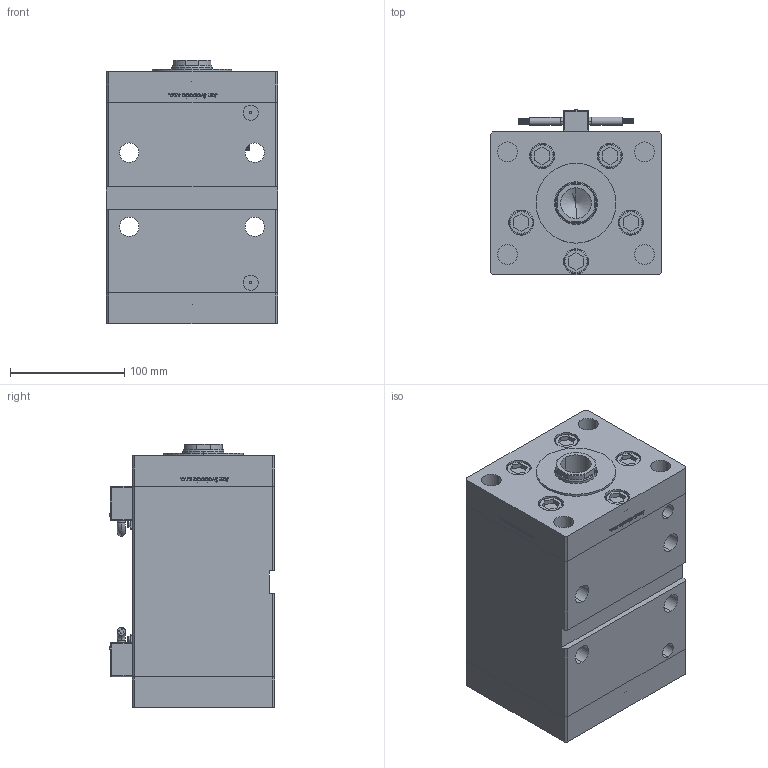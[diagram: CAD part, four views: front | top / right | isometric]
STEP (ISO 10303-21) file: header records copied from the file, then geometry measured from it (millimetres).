
FILE_DESCRIPTION (( 'STEP AP203' ), '1' );
FILE_NAME ('39de.STEP', '2020-10-09T00:52:40', ( '' ), ( '' ), 'SwSTEP 2.0', 'SolidWorks 2019', '' );
FILE_SCHEMA (( 'CONFIG_CONTROL_DESIGN' ));
Length unit declared in the file: millimetre
Products named in the file (7): ALLEN BOLT 7b4f91e190a70658d5074bbcc2fcb9c8; V220C_FRONT_E 7b4f91e190a70658d5074bbcc2fcb9c8; V220C_E MIDDLE 7b4f91e190a70658d5074bbcc2fcb9c8; V220C BACK_E 7b4f91e190a70658d5074bbcc2fcb9c8; 39de; Magnetic_Switch_MSU4 7b4f91e190a70658d5074bbcc2fcb9c8; V220C_E_VC 7b4f91e190a70658d5074bbcc2fcb9c8
Assembly tree (16 placements, depth 2):
  39de
    V220C BACK_E 7b4f91e190a70658d5074bbcc2fcb9c8
    V220C_E MIDDLE 7b4f91e190a70658d5074bbcc2fcb9c8
    V220C_E_VC 7b4f91e190a70658d5074bbcc2fcb9c8
    V220C_FRONT_E 7b4f91e190a70658d5074bbcc2fcb9c8
    ALLEN BOLT 7b4f91e190a70658d5074bbcc2fcb9c8  x10
    Magnetic_Switch_MSU4 7b4f91e190a70658d5074bbcc2fcb9c8  x2
Bounding box: 150 x 145.1 x 231 mm (x, y, z)
Volume: 3464249.5 mm3; surface area: 399923.7 mm2
Topology: 16 solids, 18 shells, 1410 faces, 3471 edges, 2251 vertices
Faces by surface type: plane 551, bspline 484, cylinder 251, cone 52, torus 48, sphere 24
Entity records: 55785 total; most frequent: CARTESIAN_POINT 30827, ORIENTED_EDGE 5636, DIRECTION 3508, EDGE_CURVE 2818, VERTEX_POINT 1862, LINE 1454, VECTOR 1454, EDGE_LOOP 1300
